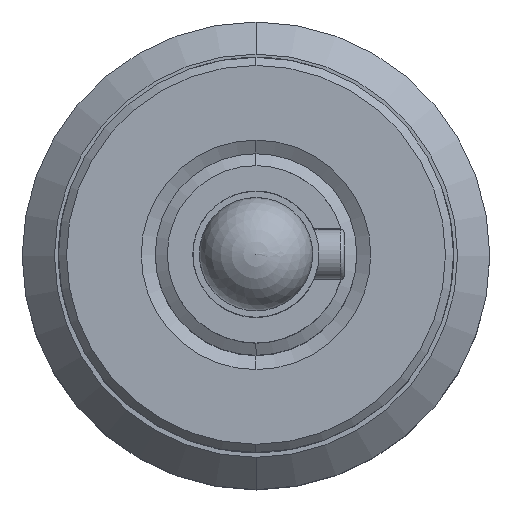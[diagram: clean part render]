
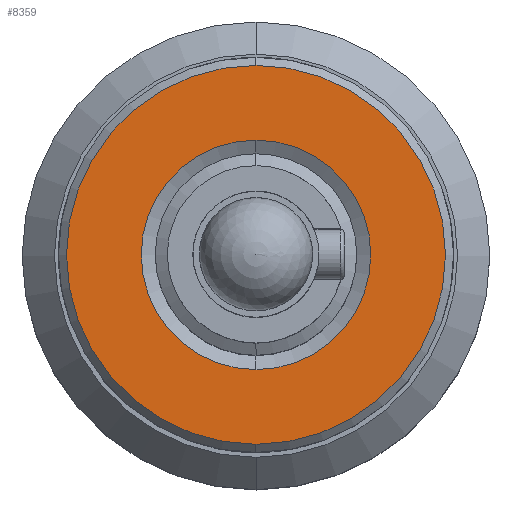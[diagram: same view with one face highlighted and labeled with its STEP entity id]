
A CAD part, top view. The second image highlights one B-rep face of the part: STEP entity #8359.
In plain terms, the highlighted planar face has unit normal (0, 0, 1).
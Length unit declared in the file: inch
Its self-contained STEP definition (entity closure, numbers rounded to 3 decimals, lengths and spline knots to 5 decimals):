
#263 = ORIENTED_EDGE ( 'NONE', *, *, #2960, .F. ) ;
#364 = CARTESIAN_POINT ( 'NONE',  ( 0.185, 0., 0.74 ) ) ;
#739 = CARTESIAN_POINT ( 'NONE',  ( 0., 0., 0.74 ) ) ;
#775 = DIRECTION ( 'NONE',  ( 0., 0., 1. ) ) ;
#1613 = DIRECTION ( 'NONE',  ( 0., 1., 0. ) ) ;
#1893 = AXIS2_PLACEMENT_3D ( 'NONE', #4018, #12706, #12638 ) ;
#2057 = DIRECTION ( 'NONE',  ( 0., -1., 0. ) ) ;
#2263 = VERTEX_POINT ( 'NONE', #7352 ) ;
#2733 = FACE_OUTER_BOUND ( 'NONE', #9030, .T. ) ;
#2960 = EDGE_CURVE ( 'NONE', #9241, #2263, #15123, .T. ) ;
#3044 = CIRCLE ( 'NONE', #13336, 0.235 ) ;
#4018 = CARTESIAN_POINT ( 'NONE',  ( 0., 0., 0.74 ) ) ;
#4919 = VERTEX_POINT ( 'NONE', #7404 ) ;
#5915 = CARTESIAN_POINT ( 'NONE',  ( 0., 0., 0.74 ) ) ;
#6579 = PLANE ( 'NONE',  #12175 ) ;
#6710 = EDGE_CURVE ( 'NONE', #11277, #4919, #3044, .T. ) ;
#7352 = CARTESIAN_POINT ( 'NONE',  ( 0., 0.14232, 0.74 ) ) ;
#7404 = CARTESIAN_POINT ( 'NONE',  ( 0., -0.235, 0.74 ) ) ;
#7769 = ORIENTED_EDGE ( 'NONE', *, *, #12226, .T. ) ;
#8027 = DIRECTION ( 'NONE',  ( 0., 0., 1. ) ) ;
#8359 = ADVANCED_FACE ( 'NONE', ( #10322, #2733 ), #6579, .F. ) ;
#9030 = EDGE_LOOP ( 'NONE', ( #9884, #7769 ) ) ;
#9078 = CIRCLE ( 'NONE', #10808, 0.235 ) ;
#9125 = DIRECTION ( 'NONE',  ( 0., 0., 1. ) ) ;
#9241 = VERTEX_POINT ( 'NONE', #13051 ) ;
#9461 = ORIENTED_EDGE ( 'NONE', *, *, #14003, .F. ) ;
#9884 = ORIENTED_EDGE ( 'NONE', *, *, #6710, .T. ) ;
#10202 = DIRECTION ( 'NONE',  ( 0., 0., -1. ) ) ;
#10322 = FACE_BOUND ( 'NONE', #14211, .T. ) ;
#10619 = AXIS2_PLACEMENT_3D ( 'NONE', #11216, #9125, #15372 ) ;
#10808 = AXIS2_PLACEMENT_3D ( 'NONE', #739, #8027, #2057 ) ;
#11216 = CARTESIAN_POINT ( 'NONE',  ( 0., 0., 0.74 ) ) ;
#11277 = VERTEX_POINT ( 'NONE', #11591 ) ;
#11591 = CARTESIAN_POINT ( 'NONE',  ( 0., 0.235, 0.74 ) ) ;
#12175 = AXIS2_PLACEMENT_3D ( 'NONE', #364, #10202, #1613 ) ;
#12226 = EDGE_CURVE ( 'NONE', #4919, #11277, #9078, .T. ) ;
#12638 = DIRECTION ( 'NONE',  ( 0., -1., 0. ) ) ;
#12706 = DIRECTION ( 'NONE',  ( 0., 0., 1. ) ) ;
#13051 = CARTESIAN_POINT ( 'NONE',  ( 0., -0.14232, 0.74 ) ) ;
#13336 = AXIS2_PLACEMENT_3D ( 'NONE', #5915, #775, #14483 ) ;
#14003 = EDGE_CURVE ( 'NONE', #2263, #9241, #15572, .T. ) ;
#14211 = EDGE_LOOP ( 'NONE', ( #263, #9461 ) ) ;
#14483 = DIRECTION ( 'NONE',  ( 0., -1., 0. ) ) ;
#15123 = CIRCLE ( 'NONE', #1893, 0.14232 ) ;
#15372 = DIRECTION ( 'NONE',  ( 0., -1., 0. ) ) ;
#15572 = CIRCLE ( 'NONE', #10619, 0.14232 ) ;
